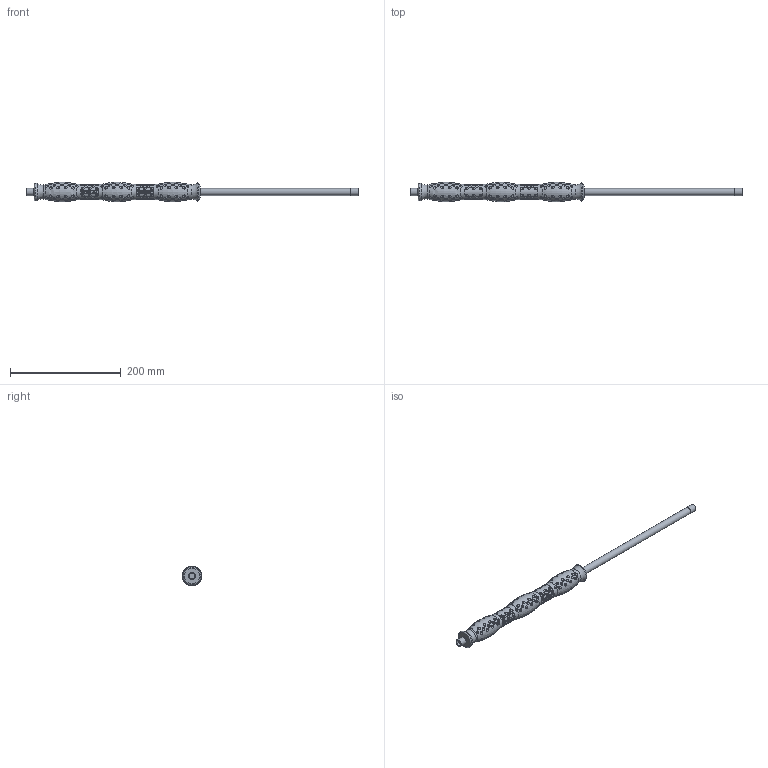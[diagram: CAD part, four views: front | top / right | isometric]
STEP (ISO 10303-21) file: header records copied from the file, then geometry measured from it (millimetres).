
FILE_DESCRIPTION(/* description */ ('Unknown'),/* implementation_level */ '2;1');
FILE_NAME(/* name */ '200029306_Lanze_ST-29_600_300_31_07_2023',/* time_stamp */ '2023-07-31T11:33:27+02:00',/* author */ ('Unknown'),/* organization */ ('Unknown'),/* preprocessor_version */ 'ST-DEVELOPER v18.104',/* originating_system */ 'Solid Edge',/* authorisation */ 'Unknown');
FILE_SCHEMA (('AUTOMOTIVE_DESIGN {1 0 10303 214 3 1 1}'));
Length unit declared in the file: millimetre
Products named in the file (1): Lanze 200029306 vereinfacht
Bounding box: 600 x 35 x 34.83 mm (x, y, z)
Volume: 255218.6 mm3; surface area: 43165.1 mm2
Topology: 1 solids, 1 shells, 543 faces, 1725 edges, 1211 vertices
Faces by surface type: sphere 220, plane 192, bspline 79, cylinder 33, torus 17, cone 2
Full cylindrical faces by diameter (mm): 8 x2, 9.6 x2, 12.8 x2, 13.157 x2, 27 x2
Entity records: 23878 total; most frequent: CARTESIAN_POINT 10574, ORIENTED_EDGE 1898, DIRECTION 1363, EDGE_CURVE 949, EDGE_LOOP 857, FACE_BOUND 857, VERTEX_POINT 724, B_SPLINE_CURVE_WITH_KNOTS 612
